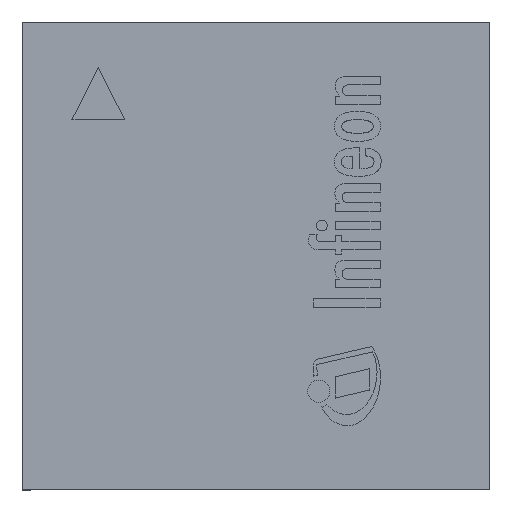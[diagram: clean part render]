
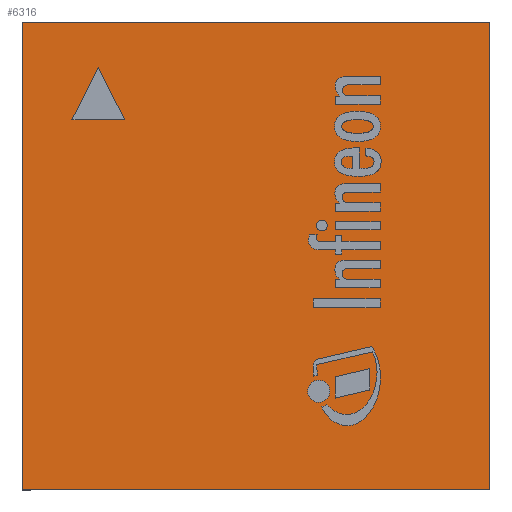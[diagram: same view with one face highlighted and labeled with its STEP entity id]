
A CAD part, top view. The second image highlights one B-rep face of the part: STEP entity #6316.
In plain terms, the highlighted planar face has unit normal (0, 0, 1).
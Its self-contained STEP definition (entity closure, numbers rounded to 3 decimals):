
#485=FACE_BOUND('',#899,.T.);
#527=FACE_OUTER_BOUND('',#898,.T.);
#898=EDGE_LOOP('',(#4228,#4229,#4230,#4231));
#899=EDGE_LOOP('',(#4232,#4233,#4234));
#1298=LINE('',#9324,#1964);
#1301=LINE('',#9329,#1967);
#1304=LINE('',#9337,#1970);
#1308=LINE('',#9344,#1974);
#1310=LINE('',#9347,#1976);
#1312=LINE('',#9352,#1978);
#1313=LINE('',#9354,#1979);
#1964=VECTOR('',#7363,1.);
#1967=VECTOR('',#7368,1.);
#1970=VECTOR('',#7373,1.);
#1974=VECTOR('',#7379,1.);
#1976=VECTOR('',#7383,1.);
#1978=VECTOR('',#7389,1.);
#1979=VECTOR('',#7392,1.);
#2629=VERTEX_POINT('',#9321);
#2630=VERTEX_POINT('',#9323);
#2631=VERTEX_POINT('',#9327);
#2634=VERTEX_POINT('',#9334);
#2635=VERTEX_POINT('',#9336);
#2637=VERTEX_POINT('',#9342);
#2638=VERTEX_POINT('',#9350);
#3258=EDGE_CURVE('',#2630,#2629,#1298,.T.);
#3261=EDGE_CURVE('',#2629,#2631,#1301,.T.);
#3264=EDGE_CURVE('',#2635,#2634,#1304,.T.);
#3268=EDGE_CURVE('',#2634,#2637,#1308,.T.);
#3270=EDGE_CURVE('',#2637,#2635,#1310,.T.);
#3272=EDGE_CURVE('',#2631,#2638,#1312,.T.);
#3273=EDGE_CURVE('',#2638,#2630,#1313,.T.);
#4228=ORIENTED_EDGE('',*,*,#3273,.T.);
#4229=ORIENTED_EDGE('',*,*,#3258,.T.);
#4230=ORIENTED_EDGE('',*,*,#3261,.T.);
#4231=ORIENTED_EDGE('',*,*,#3272,.T.);
#4232=ORIENTED_EDGE('',*,*,#3264,.T.);
#4233=ORIENTED_EDGE('',*,*,#3268,.T.);
#4234=ORIENTED_EDGE('',*,*,#3270,.T.);
#6082=PLANE('',#6716);
#6316=ADVANCED_FACE('',(#527,#485),#6082,.T.);
#6716=AXIS2_PLACEMENT_3D('',#9355,#7393,#7394);
#7363=DIRECTION('',(-1.,0.,0.));
#7368=DIRECTION('',(0.,-1.,0.));
#7373=DIRECTION('',(-1.,0.,0.));
#7379=DIRECTION('',(0.447,0.894,0.));
#7383=DIRECTION('',(0.447,-0.894,0.));
#7389=DIRECTION('',(1.,0.,0.));
#7392=DIRECTION('',(0.,1.,0.));
#7393=DIRECTION('center_axis',(0.,0.,1.));
#7394=DIRECTION('ref_axis',(0.,-1.,0.));
#9321=CARTESIAN_POINT('',(-0.8,0.8,0.65));
#9323=CARTESIAN_POINT('',(0.8,0.8,0.65));
#9324=CARTESIAN_POINT('',(-0.8,0.8,0.65));
#9327=CARTESIAN_POINT('',(-0.8,-0.8,0.65));
#9329=CARTESIAN_POINT('',(-0.8,-0.8,0.65));
#9334=CARTESIAN_POINT('',(-0.63,0.466,0.65));
#9336=CARTESIAN_POINT('',(-0.45,0.466,0.65));
#9337=CARTESIAN_POINT('',(-0.315,0.466,0.65));
#9342=CARTESIAN_POINT('',(-0.54,0.646,0.65));
#9344=CARTESIAN_POINT('',(-0.615,0.495,0.65));
#9347=CARTESIAN_POINT('',(-0.311,0.19,0.65));
#9350=CARTESIAN_POINT('',(0.8,-0.8,0.65));
#9352=CARTESIAN_POINT('',(0.8,-0.8,0.65));
#9354=CARTESIAN_POINT('',(0.8,0.8,0.65));
#9355=CARTESIAN_POINT('Origin',(0.,0.,
0.65));
